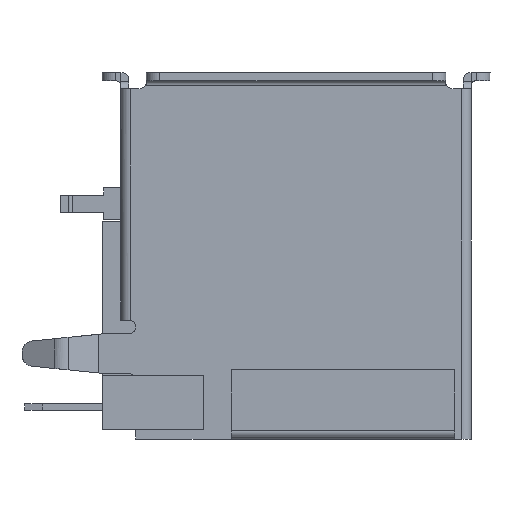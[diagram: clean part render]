
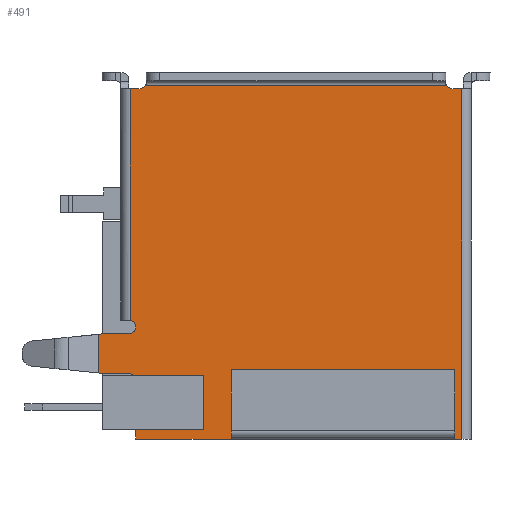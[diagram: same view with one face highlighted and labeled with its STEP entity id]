
A CAD part, front view. The second image highlights one B-rep face of the part: STEP entity #491.
In plain terms, the highlighted planar face has unit normal (0, -1, 0).
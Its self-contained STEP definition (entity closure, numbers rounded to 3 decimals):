
#491=ADVANCED_FACE('',(#1091),#1092,.T.);
#1091=FACE_OUTER_BOUND('',#1795,.T.);
#1092=PLANE('',#1796);
#1795=EDGE_LOOP('',(#3301,#3302,#3303,#3304,#3305,#3306,#3307,#3308,#3309,#3310,#3311,#3312,#3313,#3314,#3315,#3316,#3317,#3318,#3319,#3320,#3321,#3322,#3323,#3324,#3325,#3326,#3327,#3328));
#1796=AXIS2_PLACEMENT_3D('',#3329,#3330,#3331);
#3301=ORIENTED_EDGE('',*,*,#4760,.T.);
#3302=ORIENTED_EDGE('',*,*,#4576,.T.);
#3303=ORIENTED_EDGE('',*,*,#4914,.F.);
#3304=ORIENTED_EDGE('',*,*,#4886,.T.);
#3305=ORIENTED_EDGE('',*,*,#4908,.T.);
#3306=ORIENTED_EDGE('',*,*,#4911,.T.);
#3307=ORIENTED_EDGE('',*,*,#4915,.F.);
#3308=ORIENTED_EDGE('',*,*,#4916,.F.);
#3309=ORIENTED_EDGE('',*,*,#4744,.T.);
#3310=ORIENTED_EDGE('',*,*,#4917,.T.);
#3311=ORIENTED_EDGE('',*,*,#4918,.T.);
#3312=ORIENTED_EDGE('',*,*,#4919,.F.);
#3313=ORIENTED_EDGE('',*,*,#4920,.F.);
#3314=ORIENTED_EDGE('',*,*,#4921,.T.);
#3315=ORIENTED_EDGE('',*,*,#4922,.T.);
#3316=ORIENTED_EDGE('',*,*,#4923,.T.);
#3317=ORIENTED_EDGE('',*,*,#4924,.T.);
#3318=ORIENTED_EDGE('',*,*,#4410,.T.);
#3319=ORIENTED_EDGE('',*,*,#4925,.T.);
#3320=ORIENTED_EDGE('',*,*,#4926,.F.);
#3321=ORIENTED_EDGE('',*,*,#4927,.F.);
#3322=ORIENTED_EDGE('',*,*,#4928,.T.);
#3323=ORIENTED_EDGE('',*,*,#4929,.F.);
#3324=ORIENTED_EDGE('',*,*,#4930,.F.);
#3325=ORIENTED_EDGE('',*,*,#4931,.T.);
#3326=ORIENTED_EDGE('',*,*,#4932,.T.);
#3327=ORIENTED_EDGE('',*,*,#4768,.T.);
#3328=ORIENTED_EDGE('',*,*,#4764,.T.);
#3329=CARTESIAN_POINT('',(-5.9,0.65,0.4));
#3330=DIRECTION('',(0.,-1.0,0.));
#3331=DIRECTION('',(-1.0,0.,0.));
#4410=EDGE_CURVE('',#5311,#5317,#5319,.T.);
#4576=EDGE_CURVE('',#5589,#5587,#5590,.T.);
#4744=EDGE_CURVE('',#5856,#5854,#5857,.T.);
#4760=EDGE_CURVE('',#5876,#5589,#5877,.T.);
#4764=EDGE_CURVE('',#5882,#5876,#5883,.T.);
#4768=EDGE_CURVE('',#5888,#5882,#5889,.T.);
#4886=EDGE_CURVE('',#6053,#6054,#6055,.T.);
#4908=EDGE_CURVE('',#6054,#6083,#6084,.T.);
#4911=EDGE_CURVE('',#6083,#6087,#6088,.T.);
#4914=EDGE_CURVE('',#6053,#5587,#6091,.T.);
#4915=EDGE_CURVE('',#6092,#6087,#6093,.T.);
#4916=EDGE_CURVE('',#5856,#6092,#6094,.T.);
#4917=EDGE_CURVE('',#5854,#6095,#6096,.T.);
#4918=EDGE_CURVE('',#6095,#6097,#6098,.T.);
#4919=EDGE_CURVE('',#6099,#6097,#6100,.T.);
#4920=EDGE_CURVE('',#6101,#6099,#6102,.T.);
#4921=EDGE_CURVE('',#6101,#6103,#6104,.T.);
#4922=EDGE_CURVE('',#6103,#6105,#6106,.T.);
#4923=EDGE_CURVE('',#6105,#6107,#6108,.T.);
#4924=EDGE_CURVE('',#6107,#5311,#6109,.T.);
#4925=EDGE_CURVE('',#5317,#6110,#6111,.T.);
#4926=EDGE_CURVE('',#6112,#6110,#6113,.T.);
#4927=EDGE_CURVE('',#6114,#6112,#6115,.T.);
#4928=EDGE_CURVE('',#6114,#6116,#6117,.T.);
#4929=EDGE_CURVE('',#6118,#6116,#6119,.T.);
#4930=EDGE_CURVE('',#6120,#6118,#6121,.T.);
#4931=EDGE_CURVE('',#6120,#6122,#6123,.T.);
#4932=EDGE_CURVE('',#6122,#5888,#6124,.T.);
#5311=VERTEX_POINT('',#6663);
#5317=VERTEX_POINT('',#6671);
#5319=CIRCLE('',#6678,0.25);
#5587=VERTEX_POINT('',#7074);
#5589=VERTEX_POINT('',#7077);
#5590=LINE('',#7078,#7079);
#5854=VERTEX_POINT('',#7456);
#5856=VERTEX_POINT('',#7459);
#5857=LINE('',#7460,#7461);
#5876=VERTEX_POINT('',#7488);
#5877=LINE('',#7489,#7490);
#5882=VERTEX_POINT('',#7497);
#5883=LINE('',#7498,#7499);
#5888=VERTEX_POINT('',#7506);
#5889=LINE('',#7507,#7508);
#6053=VERTEX_POINT('',#7749);
#6054=VERTEX_POINT('',#7750);
#6055=LINE('',#7751,#7752);
#6083=VERTEX_POINT('',#7791);
#6084=LINE('',#7792,#7793);
#6087=VERTEX_POINT('',#7797);
#6088=LINE('',#7798,#7799);
#6091=LINE('',#7803,#7804);
#6092=VERTEX_POINT('',#7805);
#6093=LINE('',#7806,#7807);
#6094=LINE('',#7808,#7809);
#6095=VERTEX_POINT('',#7810);
#6096=CIRCLE('',#7811,0.275);
#6097=VERTEX_POINT('',#7812);
#6098=LINE('',#7813,#7814);
#6099=VERTEX_POINT('',#7815);
#6100=LINE('',#7816,#7817);
#6101=VERTEX_POINT('',#7818);
#6102=LINE('',#7819,#7820);
#6103=VERTEX_POINT('',#7821);
#6104=CIRCLE('',#7822,0.275);
#6105=VERTEX_POINT('',#7823);
#6106=LINE('',#7824,#7825);
#6107=VERTEX_POINT('',#7826);
#6108=LINE('',#7827,#7828);
#6109=CIRCLE('',#7829,0.25);
#6110=VERTEX_POINT('',#7830);
#6111=LINE('',#7831,#7832);
#6112=VERTEX_POINT('',#7833);
#6113=LINE('',#7834,#7835);
#6114=VERTEX_POINT('',#7836);
#6115=LINE('',#7837,#7838);
#6116=VERTEX_POINT('',#7839);
#6117=LINE('',#7840,#7841);
#6118=VERTEX_POINT('',#7842);
#6119=LINE('',#7843,#7844);
#6120=VERTEX_POINT('',#7845);
#6121=LINE('',#7846,#7847);
#6122=VERTEX_POINT('',#7848);
#6123=LINE('',#7849,#7850);
#6124=CIRCLE('',#7851,0.25);
#6663=CARTESIAN_POINT('',(-5.994,0.65,-9.5));
#6671=CARTESIAN_POINT('',(-6.2,0.65,-9.746));
#6678=AXIS2_PLACEMENT_3D('',#8601,#8602,#8603);
#7074=CARTESIAN_POINT('',(-5.994,0.65,-13.7));
#7077=CARTESIAN_POINT('',(-5.994,0.65,-13.33));
#7078=CARTESIAN_POINT('',(-5.994,0.65,-6.261));
#7079=VECTOR('',#8746,1.0);
#7456=CARTESIAN_POINT('',(5.875,0.65,-0.6));
#7459=CARTESIAN_POINT('',(6.2,0.65,-0.6));
#7460=CARTESIAN_POINT('',(0.081,0.65,-0.6));
#7461=VECTOR('',#8915,1.0);
#7488=CARTESIAN_POINT('',(-3.45,0.65,-13.33));
#7489=CARTESIAN_POINT('',(-5.625,0.65,-13.33));
#7490=VECTOR('',#8927,1.0);
#7497=CARTESIAN_POINT('',(-3.45,0.65,-11.3));
#7498=CARTESIAN_POINT('',(-3.45,0.65,-5.958));
#7499=VECTOR('',#8930,1.0);
#7506=CARTESIAN_POINT('',(-6.094,0.65,-11.3));
#7507=CARTESIAN_POINT('',(-5.625,0.65,-11.3));
#7508=VECTOR('',#8933,1.0);
#7749=CARTESIAN_POINT('',(-2.43,0.65,-13.7));
#7750=CARTESIAN_POINT('',(-2.43,0.65,-11.105));
#7751=CARTESIAN_POINT('',(-2.43,0.65,-5.992));
#7752=VECTOR('',#9049,1.0);
#7791=CARTESIAN_POINT('',(5.93,0.65,-11.105));
#7792=CARTESIAN_POINT('',(-4.165,0.65,-11.105));
#7793=VECTOR('',#9070,1.0);
#7797=CARTESIAN_POINT('',(5.93,0.65,-13.7));
#7798=CARTESIAN_POINT('',(5.93,0.65,-5.992));
#7799=VECTOR('',#9072,1.0);
#7803=CARTESIAN_POINT('',(-6.95,0.65,-13.7));
#7804=VECTOR('',#9074,1.0);
#7805=CARTESIAN_POINT('',(6.2,0.65,-13.7));
#7806=CARTESIAN_POINT('',(-6.95,0.65,-13.7));
#7807=VECTOR('',#9075,1.0);
#7808=CARTESIAN_POINT('',(6.2,0.65,0.4));
#7809=VECTOR('',#9076,1.0);
#7810=CARTESIAN_POINT('',(5.6,0.65,-0.325));
#7811=AXIS2_PLACEMENT_3D('',#9077,#9078,#9079);
#7812=CARTESIAN_POINT('',(5.6,0.65,-0.467));
#7813=CARTESIAN_POINT('',(5.6,0.65,0.4));
#7814=VECTOR('',#9080,1.0);
#7815=CARTESIAN_POINT('',(-5.6,0.65,-0.467));
#7816=CARTESIAN_POINT('',(-8.0,0.65,-0.467));
#7817=VECTOR('',#9081,1.0);
#7818=CARTESIAN_POINT('',(-5.6,0.65,-0.325));
#7819=CARTESIAN_POINT('',(-5.6,0.65,0.4));
#7820=VECTOR('',#9082,1.0);
#7821=CARTESIAN_POINT('',(-5.875,0.65,-0.6));
#7822=AXIS2_PLACEMENT_3D('',#9083,#9084,#9085);
#7823=CARTESIAN_POINT('',(-6.2,0.65,-0.6));
#7824=CARTESIAN_POINT('',(-5.981,0.65,-0.6));
#7825=VECTOR('',#9086,1.0);
#7826=CARTESIAN_POINT('',(-6.2,0.65,-9.254));
#7827=CARTESIAN_POINT('',(-6.2,0.65,0.4));
#7828=VECTOR('',#9087,1.0);
#7829=AXIS2_PLACEMENT_3D('',#9088,#9089,#9090);
#7830=CARTESIAN_POINT('',(-6.2,0.65,-9.75));
#7831=CARTESIAN_POINT('',(-6.2,0.65,0.4));
#7832=VECTOR('',#9091,1.0);
#7833=CARTESIAN_POINT('',(-7.124,0.65,-9.75));
#7834=CARTESIAN_POINT('',(-6.108,0.65,-9.75));
#7835=VECTOR('',#9092,1.0);
#7836=CARTESIAN_POINT('',(-7.395,0.65,-9.778));
#7837=CARTESIAN_POINT('',(-7.46,0.65,-9.784));
#7838=VECTOR('',#9093,1.0);
#7839=CARTESIAN_POINT('',(-7.395,0.65,-11.222));
#7840=CARTESIAN_POINT('',(-7.395,0.65,-8.0));
#7841=VECTOR('',#9094,1.0);
#7842=CARTESIAN_POINT('',(-7.124,0.65,-11.25));
#7843=CARTESIAN_POINT('',(-7.71,0.65,-11.191));
#7844=VECTOR('',#9095,1.0);
#7845=CARTESIAN_POINT('',(-6.2,0.65,-11.25));
#7846=CARTESIAN_POINT('',(-6.108,0.65,-11.25));
#7847=VECTOR('',#9096,1.0);
#7848=CARTESIAN_POINT('',(-6.2,0.65,-11.254));
#7849=CARTESIAN_POINT('',(-6.2,0.65,0.4));
#7850=VECTOR('',#9097,1.0);
#7851=AXIS2_PLACEMENT_3D('',#9098,#9099,#9100);
#8601=CARTESIAN_POINT('',(-6.244,0.65,-9.5));
#8602=DIRECTION('',(0.,1.0,0.));
#8603=DIRECTION('',(-1.0,0.,0.));
#8746=DIRECTION('',(0.,0.0,-1.0));
#8915=DIRECTION('',(-1.0,0.,0.));
#8927=DIRECTION('',(-1.0,0.,0.));
#8930=DIRECTION('',(0.,0.0,-1.0));
#8933=DIRECTION('',(1.0,0.,0.));
#9049=DIRECTION('',(0.,0.,1.0));
#9070=DIRECTION('',(1.0,0.,0.));
#9072=DIRECTION('',(0.,0.,-1.0));
#9074=DIRECTION('',(-1.0,0.,0.));
#9075=DIRECTION('',(-1.0,0.,0.));
#9076=DIRECTION('',(0.,0.0,-1.0));
#9077=CARTESIAN_POINT('',(5.875,0.65,-0.325));
#9078=DIRECTION('',(0.,1.0,0.));
#9079=DIRECTION('',(-1.0,0.,0.));
#9080=DIRECTION('',(0.,0.0,-1.0));
#9081=DIRECTION('',(1.0,0.0,0.));
#9082=DIRECTION('',(0.,0.0,-1.0));
#9083=CARTESIAN_POINT('',(-5.875,0.65,-0.325));
#9084=DIRECTION('',(0.,1.0,0.));
#9085=DIRECTION('',(-1.0,0.,0.));
#9086=DIRECTION('',(-1.0,0.,0.));
#9087=DIRECTION('',(0.,0.0,-1.0));
#9088=CARTESIAN_POINT('',(-6.244,0.65,-9.5));
#9089=DIRECTION('',(0.,1.0,0.));
#9090=DIRECTION('',(-1.0,0.,0.));
#9091=DIRECTION('',(0.,0.0,-1.0));
#9092=DIRECTION('',(1.0,0.,0.));
#9093=DIRECTION('',(0.995,0.,0.101));
#9094=DIRECTION('',(0.,0.0,-1.0));
#9095=DIRECTION('',(-0.995,0.,0.101));
#9096=DIRECTION('',(-1.0,0.,0.));
#9097=DIRECTION('',(0.,0.0,-1.0));
#9098=CARTESIAN_POINT('',(-6.244,0.65,-11.5));
#9099=DIRECTION('',(0.,1.0,0.));
#9100=DIRECTION('',(-1.0,0.,0.));
